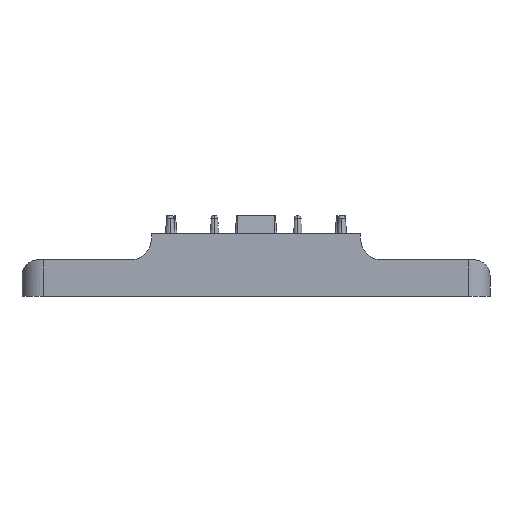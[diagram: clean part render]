
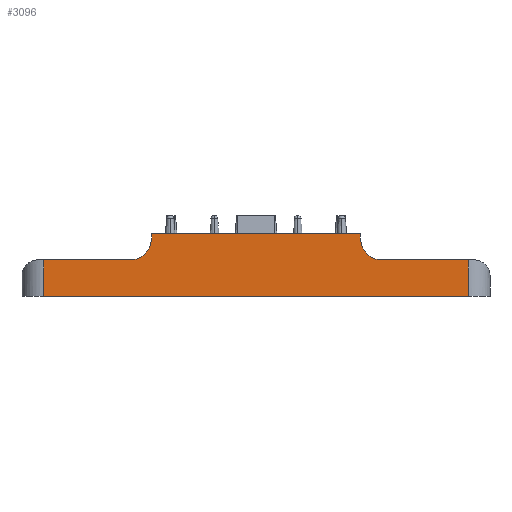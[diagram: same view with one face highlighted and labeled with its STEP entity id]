
A CAD part, left-side view. The second image highlights one B-rep face of the part: STEP entity #3096.
In plain terms, the highlighted planar face has unit normal (-1, 0, 0).
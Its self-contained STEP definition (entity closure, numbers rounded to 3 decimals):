
#35 = DIRECTION ( 'NONE',  ( 0., 0., 1. ) ) ;
#119 = ORIENTED_EDGE ( 'NONE', *, *, #2306, .F. ) ;
#133 = EDGE_CURVE ( 'NONE', #3936, #958, #4069, .T. ) ;
#157 = DIRECTION ( 'NONE',  ( 0., -1., 0. ) ) ;
#168 = LINE ( 'NONE', #5116, #2556 ) ;
#177 = ORIENTED_EDGE ( 'NONE', *, *, #3121, .F. ) ;
#245 = LINE ( 'NONE', #1487, #1206 ) ;
#258 = ORIENTED_EDGE ( 'NONE', *, *, #597, .F. ) ;
#327 = EDGE_CURVE ( 'NONE', #4279, #1247, #4589, .T. ) ;
#397 = AXIS2_PLACEMENT_3D ( 'NONE', #1514, #3415, #2544 ) ;
#458 = EDGE_CURVE ( 'NONE', #2163, #958, #5631, .T. ) ;
#537 = DIRECTION ( 'NONE',  ( -1., 0., 0. ) ) ;
#597 = EDGE_CURVE ( 'NONE', #1549, #3942, #4208, .T. ) ;
#958 = VERTEX_POINT ( 'NONE', #4133 ) ;
#983 = VECTOR ( 'NONE', #2985, 1000. ) ;
#999 = LINE ( 'NONE', #2350, #5289 ) ;
#1053 = CARTESIAN_POINT ( 'NONE',  ( -19.955, 40.745, 7. ) ) ;
#1206 = VECTOR ( 'NONE', #2004, 1000. ) ;
#1233 = AXIS2_PLACEMENT_3D ( 'NONE', #1328, #6068, #5640 ) ;
#1247 = VERTEX_POINT ( 'NONE', #1480 ) ;
#1321 = VERTEX_POINT ( 'NONE', #2608 ) ;
#1328 = CARTESIAN_POINT ( 'NONE',  ( -19.955, 24.12, 11. ) ) ;
#1480 = CARTESIAN_POINT ( 'NONE',  ( -19.955, 20., 12. ) ) ;
#1487 = CARTESIAN_POINT ( 'NONE',  ( -19.955, 40.745, 12. ) ) ;
#1514 = CARTESIAN_POINT ( 'NONE',  ( -19.955, 40.745, 12. ) ) ;
#1530 = ORIENTED_EDGE ( 'NONE', *, *, #2489, .F. ) ;
#1549 = VERTEX_POINT ( 'NONE', #3272 ) ;
#1550 = EDGE_CURVE ( 'NONE', #1247, #1321, #999, .T. ) ;
#1891 = CARTESIAN_POINT ( 'NONE',  ( -19.955, 40.745, 0. ) ) ;
#1936 = VECTOR ( 'NONE', #2568, 1000. ) ;
#2004 = DIRECTION ( 'NONE',  ( 0., 0., 1. ) ) ;
#2015 = VECTOR ( 'NONE', #6108, 1000. ) ;
#2036 = LINE ( 'NONE', #5326, #6092 ) ;
#2163 = VERTEX_POINT ( 'NONE', #1891 ) ;
#2216 = VERTEX_POINT ( 'NONE', #2359 ) ;
#2306 = EDGE_CURVE ( 'NONE', #4161, #2216, #3574, .T. ) ;
#2350 = CARTESIAN_POINT ( 'NONE',  ( -19.955, 40.745, 12. ) ) ;
#2359 = CARTESIAN_POINT ( 'NONE',  ( -19.955, 24.12, 7. ) ) ;
#2386 = CARTESIAN_POINT ( 'NONE',  ( -19.955, -24.12, 11. ) ) ;
#2489 = EDGE_CURVE ( 'NONE', #1321, #1549, #168, .T. ) ;
#2544 = DIRECTION ( 'NONE',  ( 0., 0., -1. ) ) ;
#2554 = EDGE_CURVE ( 'NONE', #2216, #4279, #2632, .T. ) ;
#2556 = VECTOR ( 'NONE', #3770, 1000. ) ;
#2568 = DIRECTION ( 'NONE',  ( 0., -0.1, 0.995 ) ) ;
#2608 = CARTESIAN_POINT ( 'NONE',  ( -19.955, -20., 12. ) ) ;
#2632 = CIRCLE ( 'NONE', #1233, 4. ) ;
#2985 = DIRECTION ( 'NONE',  ( 0., 0., -1. ) ) ;
#3087 = CARTESIAN_POINT ( 'NONE',  ( -19.955, -40.745, 7. ) ) ;
#3096 = ADVANCED_FACE ( 'NONE', ( #5132 ), #4341, .F. ) ;
#3121 = EDGE_CURVE ( 'NONE', #2163, #4161, #245, .T. ) ;
#3254 = ORIENTED_EDGE ( 'NONE', *, *, #458, .T. ) ;
#3272 = CARTESIAN_POINT ( 'NONE',  ( -19.955, -20.14, 10.602 ) ) ;
#3415 = DIRECTION ( 'NONE',  ( 1., 0., 0. ) ) ;
#3424 = DIRECTION ( 'NONE',  ( 0., -1., 0. ) ) ;
#3574 = LINE ( 'NONE', #1053, #5990 ) ;
#3770 = DIRECTION ( 'NONE',  ( 0., -0.1, -0.995 ) ) ;
#3926 = ORIENTED_EDGE ( 'NONE', *, *, #133, .F. ) ;
#3936 = VERTEX_POINT ( 'NONE', #3087 ) ;
#3942 = VERTEX_POINT ( 'NONE', #4964 ) ;
#3979 = ORIENTED_EDGE ( 'NONE', *, *, #327, .F. ) ;
#4069 = LINE ( 'NONE', #4751, #983 ) ;
#4133 = CARTESIAN_POINT ( 'NONE',  ( -19.955, -40.745, 0. ) ) ;
#4161 = VERTEX_POINT ( 'NONE', #4248 ) ;
#4208 = CIRCLE ( 'NONE', #4687, 4. ) ;
#4248 = CARTESIAN_POINT ( 'NONE',  ( -19.955, 40.745, 7. ) ) ;
#4253 = ORIENTED_EDGE ( 'NONE', *, *, #5205, .F. ) ;
#4279 = VERTEX_POINT ( 'NONE', #5466 ) ;
#4341 = PLANE ( 'NONE',  #397 ) ;
#4589 = LINE ( 'NONE', #5457, #1936 ) ;
#4687 = AXIS2_PLACEMENT_3D ( 'NONE', #2386, #537, #35 ) ;
#4751 = CARTESIAN_POINT ( 'NONE',  ( -19.955, -40.745, 12. ) ) ;
#4762 = ORIENTED_EDGE ( 'NONE', *, *, #2554, .F. ) ;
#4964 = CARTESIAN_POINT ( 'NONE',  ( -19.955, -24.12, 7. ) ) ;
#5116 = CARTESIAN_POINT ( 'NONE',  ( -19.955, -20.14, 10.602 ) ) ;
#5131 = CARTESIAN_POINT ( 'NONE',  ( -19.955, -40.745, 0. ) ) ;
#5132 = FACE_OUTER_BOUND ( 'NONE', #5604, .T. ) ;
#5169 = ORIENTED_EDGE ( 'NONE', *, *, #1550, .F. ) ;
#5205 = EDGE_CURVE ( 'NONE', #3942, #3936, #2036, .T. ) ;
#5289 = VECTOR ( 'NONE', #5634, 1000. ) ;
#5326 = CARTESIAN_POINT ( 'NONE',  ( -19.955, 40.745, 7. ) ) ;
#5457 = CARTESIAN_POINT ( 'NONE',  ( -19.955, 20., 12. ) ) ;
#5466 = CARTESIAN_POINT ( 'NONE',  ( -19.955, 20.14, 10.602 ) ) ;
#5604 = EDGE_LOOP ( 'NONE', ( #258, #1530, #5169, #3979, #4762, #119, #177, #3254, #3926, #4253 ) ) ;
#5631 = LINE ( 'NONE', #5131, #2015 ) ;
#5634 = DIRECTION ( 'NONE',  ( 0., -1., 0. ) ) ;
#5640 = DIRECTION ( 'NONE',  ( 0., 0., 1. ) ) ;
#5990 = VECTOR ( 'NONE', #157, 1000. ) ;
#6068 = DIRECTION ( 'NONE',  ( -1., 0., 0. ) ) ;
#6092 = VECTOR ( 'NONE', #3424, 1000. ) ;
#6108 = DIRECTION ( 'NONE',  ( 0., -1., 0. ) ) ;
